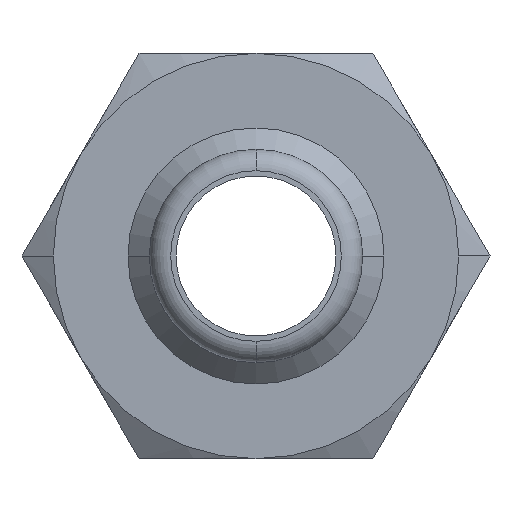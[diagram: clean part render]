
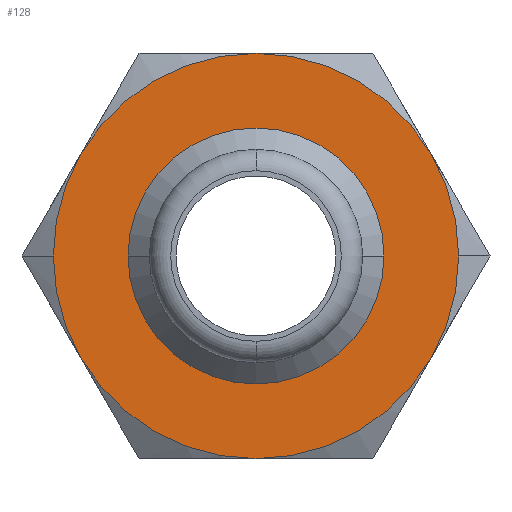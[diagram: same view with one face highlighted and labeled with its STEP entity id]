
A CAD part, front view. The second image highlights one B-rep face of the part: STEP entity #128.
In plain terms, the highlighted planar face has unit normal (0, -1, 0).
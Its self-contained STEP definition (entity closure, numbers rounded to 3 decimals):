
#128=ADVANCED_FACE('',(#271,#272),#273,.T.);
#271=FACE_OUTER_BOUND('',#426,.T.);
#272=FACE_BOUND('',#427,.T.);
#273=PLANE('',#428);
#426=EDGE_LOOP('',(#716,#717,#718,#719,#720,#721,#722,#723));
#427=EDGE_LOOP('',(#724,#725));
#428=AXIS2_PLACEMENT_3D('',#726,#727,#728);
#716=ORIENTED_EDGE('',*,*,#921,.F.);
#717=ORIENTED_EDGE('',*,*,#997,.F.);
#718=ORIENTED_EDGE('',*,*,#998,.F.);
#719=ORIENTED_EDGE('',*,*,#929,.F.);
#720=ORIENTED_EDGE('',*,*,#999,.F.);
#721=ORIENTED_EDGE('',*,*,#971,.F.);
#722=ORIENTED_EDGE('',*,*,#912,.F.);
#723=ORIENTED_EDGE('',*,*,#1000,.F.);
#724=ORIENTED_EDGE('',*,*,#917,.F.);
#725=ORIENTED_EDGE('',*,*,#1001,.F.);
#726=CARTESIAN_POINT('',(4.75,20.0,0.0));
#727=DIRECTION('',(-0.0,-1.0,-0.0));
#728=DIRECTION('',(-1.0,0.0,0.0));
#912=EDGE_CURVE('',#1046,#1079,#1081,.T.);
#917=EDGE_CURVE('',#1088,#1084,#1090,.T.);
#921=EDGE_CURVE('',#1094,#1092,#1096,.T.);
#929=EDGE_CURVE('',#1108,#1110,#1111,.T.);
#971=EDGE_CURVE('',#1079,#1114,#1172,.T.);
#997=EDGE_CURVE('',#1203,#1094,#1204,.T.);
#998=EDGE_CURVE('',#1110,#1203,#1205,.T.);
#999=EDGE_CURVE('',#1114,#1108,#1206,.T.);
#1000=EDGE_CURVE('',#1092,#1046,#1207,.T.);
#1001=EDGE_CURVE('',#1084,#1088,#1208,.T.);
#1046=VERTEX_POINT('',#1268);
#1079=VERTEX_POINT('',#1360);
#1081=CIRCLE('',#1373,9.5);
#1084=VERTEX_POINT('',#1376);
#1088=VERTEX_POINT('',#1381);
#1090=CIRCLE('',#1384,6.0);
#1092=VERTEX_POINT('',#1386);
#1094=VERTEX_POINT('',#1389);
#1096=CIRCLE('',#1402,9.5);
#1108=VERTEX_POINT('',#1416);
#1110=VERTEX_POINT('',#1419);
#1111=CIRCLE('',#1420,9.5);
#1114=VERTEX_POINT('',#1434);
#1172=CIRCLE('',#1555,9.5);
#1203=VERTEX_POINT('',#1669);
#1204=CIRCLE('',#1670,9.5);
#1205=CIRCLE('',#1671,9.5);
#1206=CIRCLE('',#1672,9.5);
#1207=CIRCLE('',#1673,9.5);
#1208=CIRCLE('',#1674,6.0);
#1268=CARTESIAN_POINT('',(8.227,20.0,-4.75));
#1360=CARTESIAN_POINT('',(0.0,20.0,-9.5));
#1373=AXIS2_PLACEMENT_3D('',#1780,#1781,#1782);
#1376=CARTESIAN_POINT('',(6.0,20.0,0.));
#1381=CARTESIAN_POINT('',(-6.0,20.0,0.));
#1384=AXIS2_PLACEMENT_3D('',#1788,#1789,#1790);
#1386=CARTESIAN_POINT('',(9.5,20.0,0.));
#1389=CARTESIAN_POINT('',(8.227,20.0,4.75));
#1402=AXIS2_PLACEMENT_3D('',#1792,#1793,#1794);
#1416=CARTESIAN_POINT('',(-9.5,20.0,0.));
#1419=CARTESIAN_POINT('',(-8.227,20.0,4.75));
#1420=AXIS2_PLACEMENT_3D('',#1804,#1805,#1806);
#1434=CARTESIAN_POINT('',(-8.227,20.0,-4.75));
#1555=AXIS2_PLACEMENT_3D('',#1869,#1870,#1871);
#1669=CARTESIAN_POINT('',(0.,20.0,9.5));
#1670=AXIS2_PLACEMENT_3D('',#1884,#1885,#1886);
#1671=AXIS2_PLACEMENT_3D('',#1887,#1888,#1889);
#1672=AXIS2_PLACEMENT_3D('',#1890,#1891,#1892);
#1673=AXIS2_PLACEMENT_3D('',#1893,#1894,#1895);
#1674=AXIS2_PLACEMENT_3D('',#1896,#1897,#1898);
#1780=CARTESIAN_POINT('',(0.0,20.0,0.0));
#1781=DIRECTION('',(-0.0,1.0,0.0));
#1782=DIRECTION('',(1.0,0.0,0.0));
#1788=CARTESIAN_POINT('',(0.0,20.0,0.0));
#1789=DIRECTION('',(0.0,-1.0,0.0));
#1790=DIRECTION('',(1.0,0.0,0.0));
#1792=CARTESIAN_POINT('',(0.0,20.0,0.0));
#1793=DIRECTION('',(-0.0,1.0,0.0));
#1794=DIRECTION('',(1.0,0.0,0.0));
#1804=CARTESIAN_POINT('',(0.0,20.0,0.0));
#1805=DIRECTION('',(-0.0,1.0,0.0));
#1806=DIRECTION('',(1.0,0.0,0.0));
#1869=CARTESIAN_POINT('',(0.0,20.0,0.0));
#1870=DIRECTION('',(-0.0,1.0,0.0));
#1871=DIRECTION('',(1.0,0.0,0.0));
#1884=CARTESIAN_POINT('',(0.0,20.0,0.0));
#1885=DIRECTION('',(-0.0,1.0,0.0));
#1886=DIRECTION('',(1.0,0.0,0.0));
#1887=CARTESIAN_POINT('',(0.0,20.0,0.0));
#1888=DIRECTION('',(-0.0,1.0,0.0));
#1889=DIRECTION('',(1.0,0.0,0.0));
#1890=CARTESIAN_POINT('',(0.0,20.0,0.0));
#1891=DIRECTION('',(-0.0,1.0,0.0));
#1892=DIRECTION('',(1.0,0.0,0.0));
#1893=CARTESIAN_POINT('',(0.0,20.0,0.0));
#1894=DIRECTION('',(-0.0,1.0,0.0));
#1895=DIRECTION('',(1.0,0.0,0.0));
#1896=CARTESIAN_POINT('',(0.0,20.0,0.0));
#1897=DIRECTION('',(0.0,-1.0,0.0));
#1898=DIRECTION('',(1.0,0.0,0.0));
